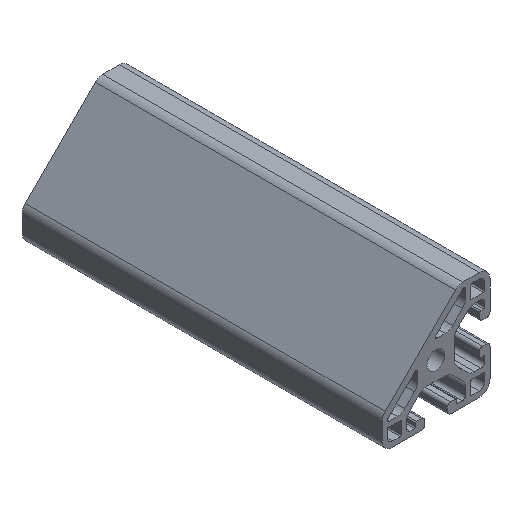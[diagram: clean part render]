
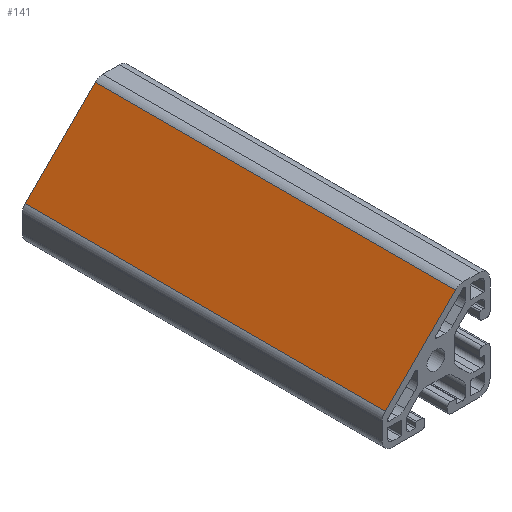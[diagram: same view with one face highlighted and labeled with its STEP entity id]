
A CAD part, isometric view. The second image highlights one B-rep face of the part: STEP entity #141.
In plain terms, the highlighted planar face has unit normal (-0.707, 0, 0.707).
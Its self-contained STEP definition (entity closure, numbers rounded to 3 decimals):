
#141 = ADVANCED_FACE( '', ( #380 ), #381, .T. );
#380 = FACE_OUTER_BOUND( '', #727, .T. );
#381 = PLANE( '', #728 );
#727 = EDGE_LOOP( '', ( #1088, #1089, #1090, #1091 ) );
#728 = AXIS2_PLACEMENT_3D( '', #1092, #1093, #1094 );
#1088 = ORIENTED_EDGE( '', *, *, #2152, .F. );
#1089 = ORIENTED_EDGE( '', *, *, #2153, .F. );
#1090 = ORIENTED_EDGE( '', *, *, #2154, .T. );
#1091 = ORIENTED_EDGE( '', *, *, #2155, .T. );
#1092 = CARTESIAN_POINT( '', ( 5.335, 100., 14.121 ) );
#1093 = DIRECTION( '', ( -0.707, 0., 0.707 ) );
#1094 = DIRECTION( '', ( 0.707, 0., 0.707 ) );
#2152 = EDGE_CURVE( '', #2597, #2598, #2599, .T. );
#2153 = EDGE_CURVE( '', #2600, #2597, #2601, .T. );
#2154 = EDGE_CURVE( '', #2600, #2602, #2603, .T. );
#2155 = EDGE_CURVE( '', #2602, #2598, #2604, .T. );
#2597 = VERTEX_POINT( '', #3250 );
#2598 = VERTEX_POINT( '', #3251 );
#2599 = LINE( '', #3252, #3253 );
#2600 = VERTEX_POINT( '', #3254 );
#2601 = LINE( '', #3255, #3256 );
#2602 = VERTEX_POINT( '', #3257 );
#2603 = LINE( '', #3258, #3259 );
#2604 = LINE( '', #3260, #3261 );
#3250 = CARTESIAN_POINT( '', ( 5.335, 0., 14.121 ) );
#3251 = CARTESIAN_POINT( '', ( -14.121, 0., -5.335 ) );
#3252 = CARTESIAN_POINT( '', ( 5.335, 0., 14.121 ) );
#3253 = VECTOR( '', #4086, 1000. );
#3254 = CARTESIAN_POINT( '', ( 5.335, 100., 14.121 ) );
#3255 = CARTESIAN_POINT( '', ( 5.335, 100., 14.121 ) );
#3256 = VECTOR( '', #4087, 1000. );
#3257 = CARTESIAN_POINT( '', ( -14.121, 100., -5.335 ) );
#3258 = CARTESIAN_POINT( '', ( 5.335, 100., 14.121 ) );
#3259 = VECTOR( '', #4088, 1000. );
#3260 = CARTESIAN_POINT( '', ( -14.121, 100., -5.335 ) );
#3261 = VECTOR( '', #4089, 1000. );
#4086 = DIRECTION( '', ( -0.707, 0., -0.707 ) );
#4087 = DIRECTION( '', ( 0., -1., 0. ) );
#4088 = DIRECTION( '', ( -0.707, 0., -0.707 ) );
#4089 = DIRECTION( '', ( 0., -1., 0. ) );
